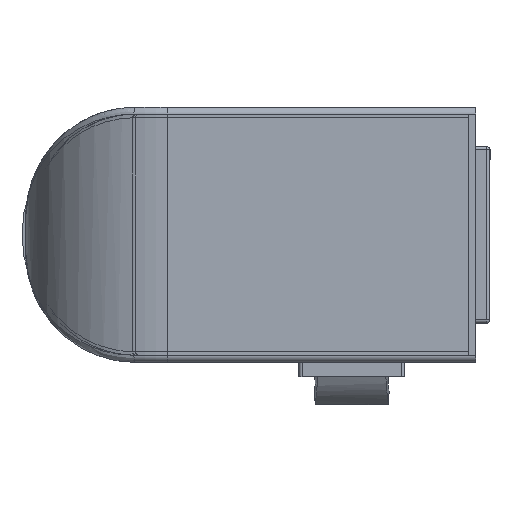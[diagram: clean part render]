
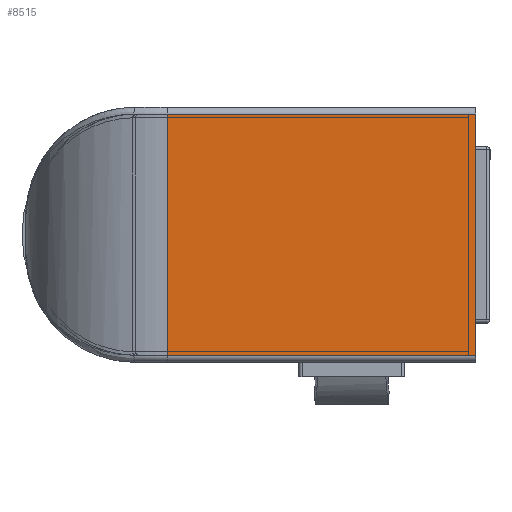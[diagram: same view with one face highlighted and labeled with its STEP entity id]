
A CAD part, left-side view. The second image highlights one B-rep face of the part: STEP entity #8515.
In plain terms, the highlighted planar face has unit normal (-1, 0, 0).
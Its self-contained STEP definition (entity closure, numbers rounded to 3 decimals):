
#207 = EDGE_LOOP ( 'NONE', ( #8435, #8449, #8550, #8570 ) ) ;
#908 = CARTESIAN_POINT ( 'NONE',  ( -250., 41.7, -17. ) ) ;
#1909 = DIRECTION ( 'NONE',  ( 0., 1., 0. ) ) ;
#1935 = CARTESIAN_POINT ( 'NONE',  ( -250., -1.8, -17. ) ) ;
#1976 = DIRECTION ( 'NONE',  ( 0., 0., -1. ) ) ;
#2044 = CARTESIAN_POINT ( 'NONE',  ( -250., 41.7, 18. ) ) ;
#3647 = DIRECTION ( 'NONE',  ( 0., 0., 1. ) ) ;
#3664 = DIRECTION ( 'NONE',  ( 1., 0., 0. ) ) ;
#3684 = EDGE_CURVE ( 'NONE', #4720, #7357, #9791, .T. ) ;
#3721 = CARTESIAN_POINT ( 'NONE',  ( -250., -1.8, 18. ) ) ;
#3752 = CARTESIAN_POINT ( 'NONE',  ( -250., 41.7, 17. ) ) ;
#3822 = PLANE ( 'NONE',  #8273 ) ;
#4713 = CARTESIAN_POINT ( 'NONE',  ( -250., -1.8, 17. ) ) ;
#4720 = VERTEX_POINT ( 'NONE', #4713 ) ;
#5110 = VERTEX_POINT ( 'NONE', #908 ) ;
#5336 = CARTESIAN_POINT ( 'NONE',  ( -250., -1.8, -17. ) ) ;
#5496 = DIRECTION ( 'NONE',  ( 0., 0., -1. ) ) ;
#5527 = CARTESIAN_POINT ( 'NONE',  ( -250., -1.8, 18. ) ) ;
#5684 = CARTESIAN_POINT ( 'NONE',  ( -250., -1.8, 17. ) ) ;
#5733 = DIRECTION ( 'NONE',  ( 0., -1., 0. ) ) ;
#7357 = VERTEX_POINT ( 'NONE', #5336 ) ;
#7999 = VECTOR ( 'NONE', #1909, 1000. ) ;
#8029 = VECTOR ( 'NONE', #1976, 1000. ) ;
#8039 = LINE ( 'NONE', #1935, #7999 ) ;
#8048 = LINE ( 'NONE', #2044, #8029 ) ;
#8273 = AXIS2_PLACEMENT_3D ( 'NONE', #3721, #3664, #3647 ) ;
#8392 = EDGE_CURVE ( 'NONE', #8499, #4720, #8725, .T. ) ;
#8435 = ORIENTED_EDGE ( 'NONE', *, *, #3684, .F. ) ;
#8449 = ORIENTED_EDGE ( 'NONE', *, *, #8392, .F. ) ;
#8499 = VERTEX_POINT ( 'NONE', #3752 ) ;
#8510 = FACE_OUTER_BOUND ( 'NONE', #207, .T. ) ;
#8515 = ADVANCED_FACE ( 'NONE', ( #8510 ), #3822, .F. ) ;
#8550 = ORIENTED_EDGE ( 'NONE', *, *, #8915, .T. ) ;
#8570 = ORIENTED_EDGE ( 'NONE', *, *, #8929, .F. ) ;
#8652 = VECTOR ( 'NONE', #5733, 1000. ) ;
#8725 = LINE ( 'NONE', #5684, #8652 ) ;
#8915 = EDGE_CURVE ( 'NONE', #8499, #5110, #8048, .T. ) ;
#8929 = EDGE_CURVE ( 'NONE', #7357, #5110, #8039, .T. ) ;
#9024 = VECTOR ( 'NONE', #5496, 1000. ) ;
#9791 = LINE ( 'NONE', #5527, #9024 ) ;
